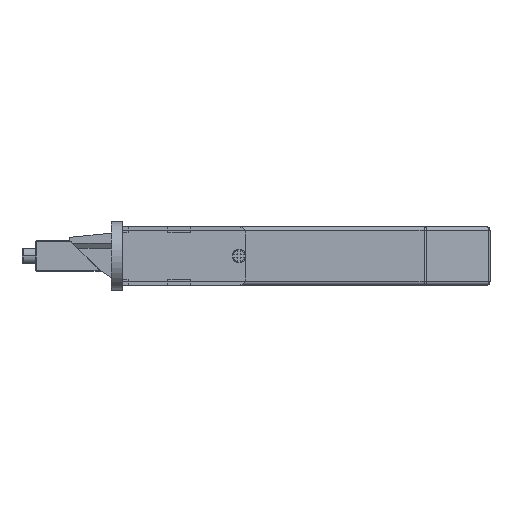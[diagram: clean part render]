
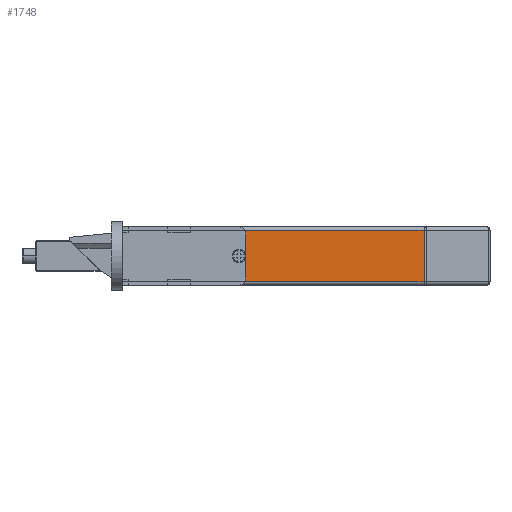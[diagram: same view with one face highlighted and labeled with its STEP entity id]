
A CAD part, front view. The second image highlights one B-rep face of the part: STEP entity #1748.
In plain terms, the highlighted planar face has unit normal (0, -1, 0).
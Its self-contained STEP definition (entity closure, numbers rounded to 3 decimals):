
#129 = DIRECTION ( 'NONE',  ( 0., -1., 0. ) ) ;
#184 = CARTESIAN_POINT ( 'NONE',  ( 44.75, -14.7, 6. ) ) ;
#505 = CIRCLE ( 'NONE', #3929, 1.75 ) ;
#542 = CARTESIAN_POINT ( 'NONE',  ( 93.586, -14.7, -0.75 ) ) ;
#698 = LINE ( 'NONE', #9776, #6644 ) ;
#724 = FACE_OUTER_BOUND ( 'NONE', #6091, .T. ) ;
#785 = CARTESIAN_POINT ( 'NONE',  ( 94., -14.7, -0.75 ) ) ;
#915 = ORIENTED_EDGE ( 'NONE', *, *, #1202, .T. ) ;
#1022 = AXIS2_PLACEMENT_3D ( 'NONE', #1240, #8571, #3709 ) ;
#1202 = EDGE_CURVE ( 'NONE', #9052, #9185, #5707, .T. ) ;
#1240 = CARTESIAN_POINT ( 'NONE',  ( 44.75, -14.7, 6. ) ) ;
#1314 = ORIENTED_EDGE ( 'NONE', *, *, #2916, .F. ) ;
#1456 = CARTESIAN_POINT ( 'NONE',  ( 93.586, -14.7, 12.75 ) ) ;
#1748 = ADVANCED_FACE ( 'NONE', ( #5492, #724 ), #3238, .T. ) ;
#1904 = LINE ( 'NONE', #9161, #3916 ) ;
#2322 = DIRECTION ( 'NONE',  ( 0., -1., 0. ) ) ;
#2324 = VECTOR ( 'NONE', #4745, 1000. ) ;
#2451 = DIRECTION ( 'NONE',  ( 0., 0., 1. ) ) ;
#2551 = ORIENTED_EDGE ( 'NONE', *, *, #7952, .T. ) ;
#2916 = EDGE_CURVE ( 'NONE', #9052, #3568, #698, .T. ) ;
#3077 = AXIS2_PLACEMENT_3D ( 'NONE', #7998, #2322, #6447 ) ;
#3238 = PLANE ( 'NONE',  #3077 ) ;
#3568 = VERTEX_POINT ( 'NONE', #8583 ) ;
#3709 = DIRECTION ( 'NONE',  ( 0., 0., -1. ) ) ;
#3822 = EDGE_CURVE ( 'NONE', #9571, #9651, #505, .T. ) ;
#3916 = VECTOR ( 'NONE', #9112, 1000. ) ;
#3929 = AXIS2_PLACEMENT_3D ( 'NONE', #184, #129, #9857 ) ;
#3990 = EDGE_CURVE ( 'NONE', #9651, #9571, #5476, .T. ) ;
#4114 = DIRECTION ( 'NONE',  ( 1., 0., 0. ) ) ;
#4157 = CARTESIAN_POINT ( 'NONE',  ( 44.75, -14.7, 4.25 ) ) ;
#4745 = DIRECTION ( 'NONE',  ( -1., 0., 0. ) ) ;
#4964 = ORIENTED_EDGE ( 'NONE', *, *, #5514, .T. ) ;
#5476 = CIRCLE ( 'NONE', #1022, 1.75 ) ;
#5492 = FACE_BOUND ( 'NONE', #10437, .T. ) ;
#5514 = EDGE_CURVE ( 'NONE', #9185, #7472, #1904, .T. ) ;
#5703 = LINE ( 'NONE', #9008, #2324 ) ;
#5707 = LINE ( 'NONE', #785, #6473 ) ;
#5797 = ORIENTED_EDGE ( 'NONE', *, *, #3990, .F. ) ;
#6091 = EDGE_LOOP ( 'NONE', ( #1314, #915, #4964, #2551 ) ) ;
#6447 = DIRECTION ( 'NONE',  ( 1., 0., 0. ) ) ;
#6473 = VECTOR ( 'NONE', #4114, 1000. ) ;
#6507 = CARTESIAN_POINT ( 'NONE',  ( 14., -14.7, -0.75 ) ) ;
#6644 = VECTOR ( 'NONE', #2451, 1000. ) ;
#7472 = VERTEX_POINT ( 'NONE', #1456 ) ;
#7867 = CARTESIAN_POINT ( 'NONE',  ( 44.75, -14.7, 7.75 ) ) ;
#7952 = EDGE_CURVE ( 'NONE', #7472, #3568, #5703, .T. ) ;
#7998 = CARTESIAN_POINT ( 'NONE',  ( 14., -14.7, -1.75 ) ) ;
#8351 = ORIENTED_EDGE ( 'NONE', *, *, #3822, .F. ) ;
#8571 = DIRECTION ( 'NONE',  ( 0., -1., 0. ) ) ;
#8583 = CARTESIAN_POINT ( 'NONE',  ( 14., -14.7, 12.75 ) ) ;
#9008 = CARTESIAN_POINT ( 'NONE',  ( 14., -14.7, 12.75 ) ) ;
#9052 = VERTEX_POINT ( 'NONE', #6507 ) ;
#9112 = DIRECTION ( 'NONE',  ( 0., 0., 1. ) ) ;
#9161 = CARTESIAN_POINT ( 'NONE',  ( 93.586, -14.7, -1.75 ) ) ;
#9185 = VERTEX_POINT ( 'NONE', #542 ) ;
#9571 = VERTEX_POINT ( 'NONE', #7867 ) ;
#9651 = VERTEX_POINT ( 'NONE', #4157 ) ;
#9776 = CARTESIAN_POINT ( 'NONE',  ( 14., -14.7, -1.75 ) ) ;
#9857 = DIRECTION ( 'NONE',  ( 0., 0., -1. ) ) ;
#10437 = EDGE_LOOP ( 'NONE', ( #5797, #8351 ) ) ;
